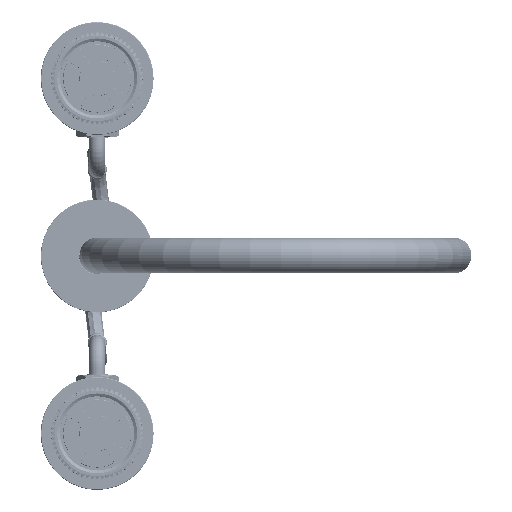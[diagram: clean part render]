
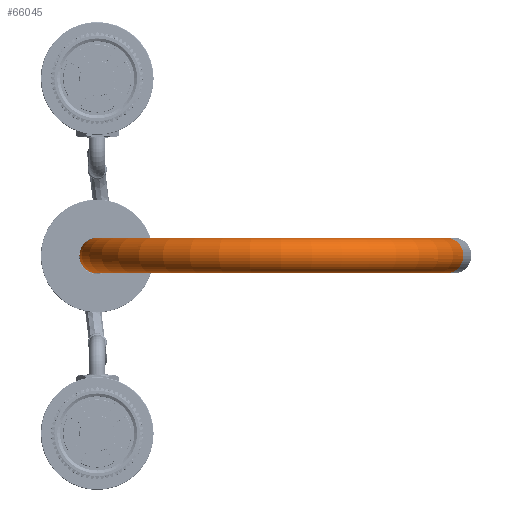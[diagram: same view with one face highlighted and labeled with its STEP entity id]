
A CAD part, top view. The second image highlights one B-rep face of the part: STEP entity #66045.
In plain terms, the highlighted toroidal (fillet/blend) face has major radius 110 mm and minor radius 11 mm.
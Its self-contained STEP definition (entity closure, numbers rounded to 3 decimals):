
#2130=TOROIDAL_SURFACE('',#103641,110.,11.);
#14429=ORIENTED_EDGE('',*,*,#33108,.F.);
#14430=ORIENTED_EDGE('',*,*,#33109,.T.);
#33108=EDGE_CURVE('',#42772,#42772,#48705,.T.);
#33109=EDGE_CURVE('',#42773,#42773,#48706,.T.);
#42772=VERTEX_POINT('',#134589);
#42773=VERTEX_POINT('',#134592);
#48705=CIRCLE('',#103640,11.);
#48706=CIRCLE('',#103642,11.);
#53633=EDGE_LOOP('',(#14429));
#53634=EDGE_LOOP('',(#14430));
#59267=FACE_BOUND('',#53633,.T.);
#59268=FACE_BOUND('',#53634,.T.);
#66045=ADVANCED_FACE('',(#59267,#59268),#2130,.T.);
#103640=AXIS2_PLACEMENT_3D('',#134588,#113469,#113470);
#103641=AXIS2_PLACEMENT_3D('',#134590,#113471,#113472);
#103642=AXIS2_PLACEMENT_3D('',#134591,#113473,#113474);
#113469=DIRECTION('',(0.259,-0.966,0.));
#113470=DIRECTION('',(0.,0.,1.));
#113471=DIRECTION('',(0.,0.,-1.));
#113472=DIRECTION('',(-1.,0.,0.));
#113473=DIRECTION('',(0.,1.,0.));
#113474=DIRECTION('',(0.,0.,1.));
#134588=CARTESIAN_POINT('',(216.252,164.87,0.));
#134589=CARTESIAN_POINT('',(216.252,164.87,11.));
#134590=CARTESIAN_POINT('',(110.,136.4,0.));
#134591=CARTESIAN_POINT('',(0.,136.4,0.));
#134592=CARTESIAN_POINT('',(0.,136.4,11.));
